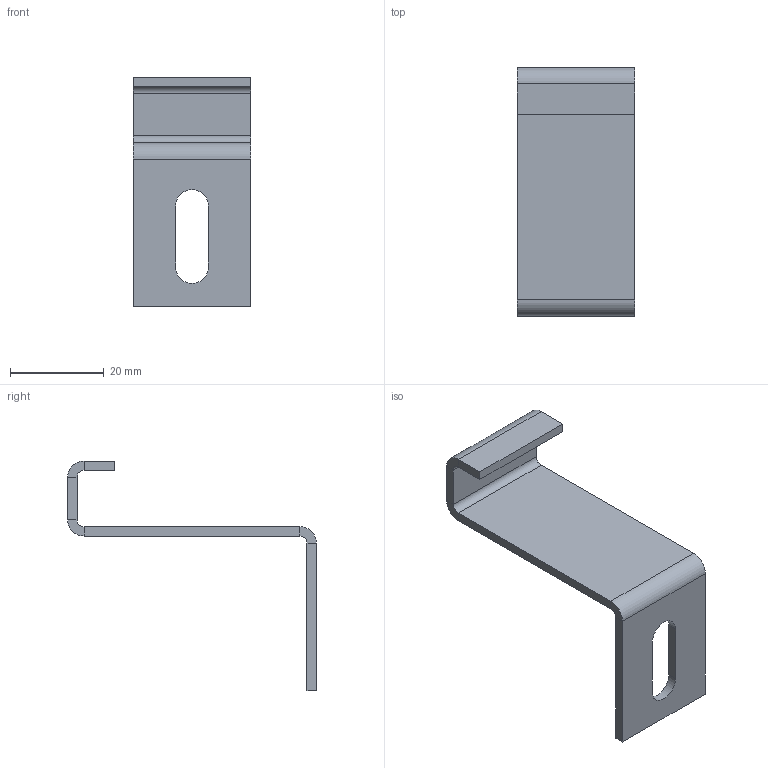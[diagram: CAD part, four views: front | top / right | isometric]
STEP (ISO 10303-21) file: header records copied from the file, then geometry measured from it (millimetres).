
FILE_DESCRIPTION (( 'STEP AP203' ), '1' );
FILE_NAME ('CLM50D-SKL-50 Ñêîáà äëÿ êðåïëåíèÿ ëîòêà 50ìì IEK.STEP', '2023-03-22T13:55:55', ( '' ), ( '' ), 'SwSTEP 2.0', 'SolidWorks 2022', '' );
FILE_SCHEMA (( 'CONFIG_CONTROL_DESIGN' ));
Length unit declared in the file: millimetre
Products named in the file (1): CLM50D-SKL-50 Скоба для крепления лотка 50мм IEK
Bounding box: 25 x 53 x 49 mm (x, y, z)
Volume: 4980.1 mm3; surface area: 5595.2 mm2
Topology: 1 solids, 1 shells, 35 faces, 75 edges, 42 vertices
Faces by surface type: plane 26, cylinder 9
Entity records: 996 total; most frequent: DIRECTION 165, CARTESIAN_POINT 153, ORIENTED_EDGE 150, EDGE_CURVE 75, VECTOR 57, LINE 57, AXIS2_PLACEMENT_3D 54, VERTEX_POINT 42
